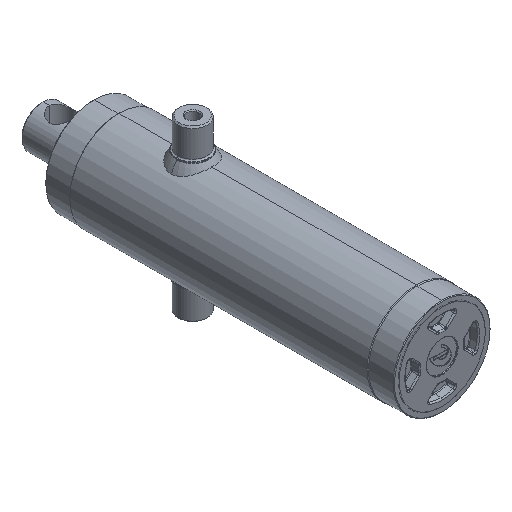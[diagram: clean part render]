
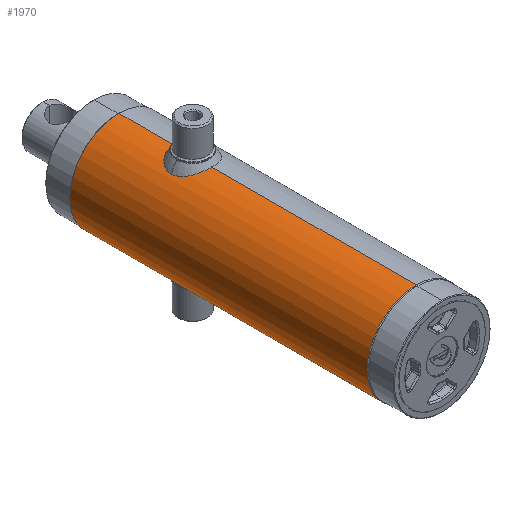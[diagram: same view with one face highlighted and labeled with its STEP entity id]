
A CAD part, isometric view. The second image highlights one B-rep face of the part: STEP entity #1970.
In plain terms, the highlighted cylindrical face has radius 75.75 mm (diameter 151.5 mm), a partial arc.
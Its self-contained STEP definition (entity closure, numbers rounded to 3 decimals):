
#92 = EDGE_CURVE ( 'NONE', #1109, #4515, #4266, .T. ) ;
#544 = CARTESIAN_POINT ( 'NONE',  ( -1.361, 390.847, 75.738 ) ) ;
#574 = CARTESIAN_POINT ( 'NONE',  ( -5.683, 386.933, 75.537 ) ) ;
#602 = CARTESIAN_POINT ( 'NONE',  ( -4.775, 381.346, 75.6 ) ) ;
#849 = CARTESIAN_POINT ( 'NONE',  ( 0., 522.61, -75.75 ) ) ;
#1011 = EDGE_LOOP ( 'NONE', ( #6120, #1363, #8446, #8441, #8988, #8592 ) ) ;
#1109 = VERTEX_POINT ( 'NONE', #6764 ) ;
#1276 = CARTESIAN_POINT ( 'NONE',  ( -1.93, 390.685, 75.726 ) ) ;
#1301 = CARTESIAN_POINT ( 'NONE',  ( -5.846, 386.366, 75.524 ) ) ;
#1333 = CARTESIAN_POINT ( 'NONE',  ( -3.969, 380.483, 75.646 ) ) ;
#1363 = ORIENTED_EDGE ( 'NONE', *, *, #2267, .T. ) ;
#1367 = VERTEX_POINT ( 'NONE', #2946 ) ;
#1635 = DIRECTION ( 'NONE',  ( 0., 1., 0. ) ) ;
#1859 = CARTESIAN_POINT ( 'NONE',  ( 0., 40., 0. ) ) ;
#1970 = ADVANCED_FACE ( 'NONE', ( #6992 ), #2873, .T. ) ;
#1986 = CARTESIAN_POINT ( 'NONE',  ( -2.656, 390.394, 75.704 ) ) ;
#2026 = CARTESIAN_POINT ( 'NONE',  ( -6., 385.401, 75.512 ) ) ;
#2052 = CARTESIAN_POINT ( 'NONE',  ( -3.176, 379.906, 75.684 ) ) ;
#2110 = CARTESIAN_POINT ( 'NONE',  ( 0., 522.61, 75.75 ) ) ;
#2267 = EDGE_CURVE ( 'NONE', #3401, #1367, #5403, .T. ) ;
#2571 = DIRECTION ( 'NONE',  ( 0., 0., 1. ) ) ;
#2704 = CARTESIAN_POINT ( 'NONE',  ( 0., 379., 75.75 ) ) ;
#2713 = CARTESIAN_POINT ( 'NONE',  ( -3.661, 389.77, 75.662 ) ) ;
#2741 = CARTESIAN_POINT ( 'NONE',  ( -5.962, 384.218, 75.515 ) ) ;
#2765 = CARTESIAN_POINT ( 'NONE',  ( -2.66, 379.618, 75.703 ) ) ;
#2775 = VECTOR ( 'NONE', #6932, 1000. ) ;
#2873 = CYLINDRICAL_SURFACE ( 'NONE', #7821, 75.75 ) ;
#2885 = AXIS2_PLACEMENT_3D ( 'NONE', #3354, #6300, #8452 ) ;
#2946 = CARTESIAN_POINT ( 'NONE',  ( 0., 40., 75.75 ) ) ;
#3022 = VERTEX_POINT ( 'NONE', #7590 ) ;
#3201 = CARTESIAN_POINT ( 'NONE',  ( 0., 522.61, 0. ) ) ;
#3260 = EDGE_CURVE ( 'NONE', #3022, #5444, #4303, .T. ) ;
#3354 = CARTESIAN_POINT ( 'NONE',  ( 0., 499., 0. ) ) ;
#3401 = VERTEX_POINT ( 'NONE', #5405 ) ;
#3437 = CARTESIAN_POINT ( 'NONE',  ( -4.516, 388.969, 75.616 ) ) ;
#3474 = CARTESIAN_POINT ( 'NONE',  ( -5.8, 383.452, 75.528 ) ) ;
#3507 = CARTESIAN_POINT ( 'NONE',  ( -1.942, 379.309, 75.726 ) ) ;
#3602 = DIRECTION ( 'NONE',  ( 0., 1., 0. ) ) ;
#3826 = LINE ( 'NONE', #849, #9370 ) ;
#4138 = CARTESIAN_POINT ( 'NONE',  ( 0., 391., 75.75 ) ) ;
#4174 = CARTESIAN_POINT ( 'NONE',  ( -5.206, 388.009, 75.571 ) ) ;
#4200 = CARTESIAN_POINT ( 'NONE',  ( -5.62, 382.888, 75.541 ) ) ;
#4227 = CARTESIAN_POINT ( 'NONE',  ( -0.789, 379.039, 75.747 ) ) ;
#4266 = CIRCLE ( 'NONE', #2885, 75.75 ) ;
#4303 = B_SPLINE_CURVE_WITH_KNOTS ( 'NONE', 3,
 ( #4138, #8517, #4864, #544, #5611, #1276, #6342, #1986, #7079, #2713, #7836, #3437, #8544, #4174, #9246, #4894, #574, #5647, #1301, #6375, #2026, #7106, #2741, #7868, #3474, #8565, #4200, #9279, #4920, #602, #5679, #1333, #6398, #2052, #7145, #2765, #7888, #3507, #8598, #4227, #9305, #4963 ),
 .UNSPECIFIED., .F., .F.,
 ( 4, 2, 2, 2, 2, 2, 2, 2, 2, 2, 2, 2, 2, 2, 2, 2, 2, 2, 2, 2, 4 ),
 ( 0.019, 0.02, 0.021, 0.021, 0.022, 0.023, 0.025, 0.026, 0.026, 0.027, 0.028, 0.029, 0.03, 0.03, 0.032, 0.033, 0.034, 0.035, 0.035, 0.036, 0.038 ),
 .UNSPECIFIED. ) ;
#4378 = VECTOR ( 'NONE', #3602, 1000. ) ;
#4466 = DIRECTION ( 'NONE',  ( 0., 1., 0. ) ) ;
#4470 = EDGE_CURVE ( 'NONE', #3401, #1109, #3826, .T. ) ;
#4515 = VERTEX_POINT ( 'NONE', #5935 ) ;
#4864 = CARTESIAN_POINT ( 'NONE',  ( -0.781, 390.962, 75.747 ) ) ;
#4894 = CARTESIAN_POINT ( 'NONE',  ( -5.616, 387.12, 75.542 ) ) ;
#4920 = CARTESIAN_POINT ( 'NONE',  ( -5.21, 381.998, 75.571 ) ) ;
#4963 = CARTESIAN_POINT ( 'NONE',  ( 0., 379., 75.75 ) ) ;
#5032 = EDGE_CURVE ( 'NONE', #1367, #5444, #6315, .T. ) ;
#5255 = DIRECTION ( 'NONE',  ( 0., 0., 1. ) ) ;
#5313 = EDGE_CURVE ( 'NONE', #3022, #4515, #6899, .T. ) ;
#5403 = CIRCLE ( 'NONE', #6158, 75.75 ) ;
#5405 = CARTESIAN_POINT ( 'NONE',  ( 0., 40., -75.75 ) ) ;
#5444 = VERTEX_POINT ( 'NONE', #2704 ) ;
#5611 = CARTESIAN_POINT ( 'NONE',  ( -1.554, 390.799, 75.734 ) ) ;
#5647 = CARTESIAN_POINT ( 'NONE',  ( -5.798, 386.556, 75.528 ) ) ;
#5679 = CARTESIAN_POINT ( 'NONE',  ( -4.522, 381.037, 75.615 ) ) ;
#5935 = CARTESIAN_POINT ( 'NONE',  ( 0., 499., 75.75 ) ) ;
#6120 = ORIENTED_EDGE ( 'NONE', *, *, #4470, .F. ) ;
#6158 = AXIS2_PLACEMENT_3D ( 'NONE', #1859, #6949, #2571 ) ;
#6180 = CARTESIAN_POINT ( 'NONE',  ( 0., 522.61, 75.75 ) ) ;
#6300 = DIRECTION ( 'NONE',  ( 0., 1., 0. ) ) ;
#6315 = LINE ( 'NONE', #2110, #4378 ) ;
#6342 = CARTESIAN_POINT ( 'NONE',  ( -2.114, 390.619, 75.721 ) ) ;
#6375 = CARTESIAN_POINT ( 'NONE',  ( -5.961, 385.79, 75.515 ) ) ;
#6398 = CARTESIAN_POINT ( 'NONE',  ( -3.667, 380.235, 75.662 ) ) ;
#6764 = CARTESIAN_POINT ( 'NONE',  ( 0., 499., -75.75 ) ) ;
#6899 = LINE ( 'NONE', #6180, #2775 ) ;
#6932 = DIRECTION ( 'NONE',  ( 0., 1., 0. ) ) ;
#6949 = DIRECTION ( 'NONE',  ( 0., 1., 0. ) ) ;
#6992 = FACE_OUTER_BOUND ( 'NONE', #1011, .T. ) ;
#7079 = CARTESIAN_POINT ( 'NONE',  ( -3.004, 390.209, 75.691 ) ) ;
#7106 = CARTESIAN_POINT ( 'NONE',  ( -6., 384.609, 75.512 ) ) ;
#7145 = CARTESIAN_POINT ( 'NONE',  ( -3.006, 379.804, 75.691 ) ) ;
#7590 = CARTESIAN_POINT ( 'NONE',  ( 0., 391., 75.75 ) ) ;
#7821 = AXIS2_PLACEMENT_3D ( 'NONE', #3201, #1635, #5255 ) ;
#7836 = CARTESIAN_POINT ( 'NONE',  ( -3.963, 389.522, 75.647 ) ) ;
#7868 = CARTESIAN_POINT ( 'NONE',  ( -5.848, 383.643, 75.524 ) ) ;
#7888 = CARTESIAN_POINT ( 'NONE',  ( -2.483, 379.534, 75.71 ) ) ;
#8441 = ORIENTED_EDGE ( 'NONE', *, *, #3260, .F. ) ;
#8446 = ORIENTED_EDGE ( 'NONE', *, *, #5032, .T. ) ;
#8452 = DIRECTION ( 'NONE',  ( 0., 0., 1. ) ) ;
#8517 = CARTESIAN_POINT ( 'NONE',  ( -0.392, 391., 75.75 ) ) ;
#8544 = CARTESIAN_POINT ( 'NONE',  ( -4.77, 388.661, 75.6 ) ) ;
#8565 = CARTESIAN_POINT ( 'NONE',  ( -5.686, 383.076, 75.536 ) ) ;
#8592 = ORIENTED_EDGE ( 'NONE', *, *, #92, .F. ) ;
#8598 = CARTESIAN_POINT ( 'NONE',  ( -1.565, 379.194, 75.735 ) ) ;
#8988 = ORIENTED_EDGE ( 'NONE', *, *, #5313, .T. ) ;
#9246 = CARTESIAN_POINT ( 'NONE',  ( -5.39, 387.665, 75.558 ) ) ;
#9279 = CARTESIAN_POINT ( 'NONE',  ( -5.394, 382.343, 75.558 ) ) ;
#9305 = CARTESIAN_POINT ( 'NONE',  ( -0.397, 379., 75.75 ) ) ;
#9370 = VECTOR ( 'NONE', #4466, 1000. ) ;
